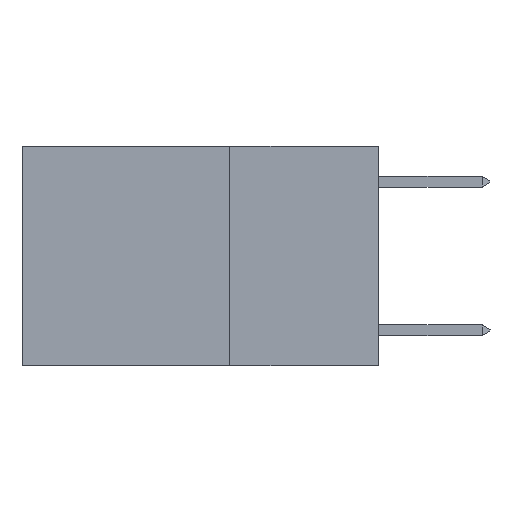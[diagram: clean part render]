
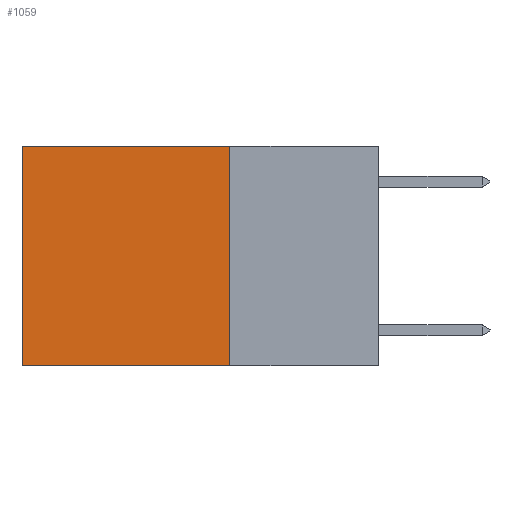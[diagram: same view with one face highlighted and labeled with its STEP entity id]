
A CAD part, left-side view. The second image highlights one B-rep face of the part: STEP entity #1059.
In plain terms, the highlighted planar face has unit normal (-1, 0, 0).
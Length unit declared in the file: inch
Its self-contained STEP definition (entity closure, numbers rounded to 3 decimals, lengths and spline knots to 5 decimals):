
#783 = CARTESIAN_POINT ( 'NONE',  ( 0.2625, 0.25, 0. ) ) ;
#813 = VERTEX_POINT ( 'NONE', #1714 ) ;
#972 = CARTESIAN_POINT ( 'NONE',  ( 0.2625, 0.25, 0. ) ) ;
#1059 = ADVANCED_FACE ( 'NONE', ( #4314 ), #7576, .F. ) ;
#1328 = LINE ( 'NONE', #4518, #5264 ) ;
#1452 = VERTEX_POINT ( 'NONE', #2299 ) ;
#1714 = CARTESIAN_POINT ( 'NONE',  ( 0.2625, 0.6, -0.37 ) ) ;
#2157 = LINE ( 'NONE', #5741, #3601 ) ;
#2299 = CARTESIAN_POINT ( 'NONE',  ( 0.2625, 0.25, -0.37 ) ) ;
#2468 = ORIENTED_EDGE ( 'NONE', *, *, #6857, .F. ) ;
#2470 = VECTOR ( 'NONE', #2555, 39.37008 ) ;
#2555 = DIRECTION ( 'NONE',  ( 0., 1., 0. ) ) ;
#2737 = CARTESIAN_POINT ( 'NONE',  ( 0.2625, 0.6, 0. ) ) ;
#3076 = DIRECTION ( 'NONE',  ( 0., 1., 0. ) ) ;
#3179 = EDGE_CURVE ( 'NONE', #6489, #813, #6151, .T. ) ;
#3246 = DIRECTION ( 'NONE',  ( 0., 0., -1. ) ) ;
#3601 = VECTOR ( 'NONE', #3076, 39.37008 ) ;
#3636 = DIRECTION ( 'NONE',  ( 0., 0., -1. ) ) ;
#3987 = EDGE_CURVE ( 'NONE', #1452, #813, #5108, .T. ) ;
#4241 = DIRECTION ( 'NONE',  ( 0., 0., -1. ) ) ;
#4314 = FACE_OUTER_BOUND ( 'NONE', #6365, .T. ) ;
#4518 = CARTESIAN_POINT ( 'NONE',  ( 0.2625, 0.25, 0. ) ) ;
#5010 = ORIENTED_EDGE ( 'NONE', *, *, #3987, .F. ) ;
#5108 = LINE ( 'NONE', #6845, #2470 ) ;
#5264 = VECTOR ( 'NONE', #3636, 39.37008 ) ;
#5393 = VECTOR ( 'NONE', #3246, 39.37008 ) ;
#5741 = CARTESIAN_POINT ( 'NONE',  ( 0.2625, 0.25, 0. ) ) ;
#5872 = DIRECTION ( 'NONE',  ( 1., 0., 0. ) ) ;
#6151 = LINE ( 'NONE', #6472, #5393 ) ;
#6365 = EDGE_LOOP ( 'NONE', ( #7391, #5010, #2468, #9734 ) ) ;
#6472 = CARTESIAN_POINT ( 'NONE',  ( 0.2625, 0.6, 0. ) ) ;
#6489 = VERTEX_POINT ( 'NONE', #2737 ) ;
#6845 = CARTESIAN_POINT ( 'NONE',  ( 0.2625, 0.25, -0.37 ) ) ;
#6857 = EDGE_CURVE ( 'NONE', #10308, #1452, #1328, .T. ) ;
#7354 = EDGE_CURVE ( 'NONE', #10308, #6489, #2157, .T. ) ;
#7391 = ORIENTED_EDGE ( 'NONE', *, *, #3179, .T. ) ;
#7576 = PLANE ( 'NONE',  #10921 ) ;
#9734 = ORIENTED_EDGE ( 'NONE', *, *, #7354, .T. ) ;
#10308 = VERTEX_POINT ( 'NONE', #972 ) ;
#10921 = AXIS2_PLACEMENT_3D ( 'NONE', #783, #5872, #4241 ) ;
